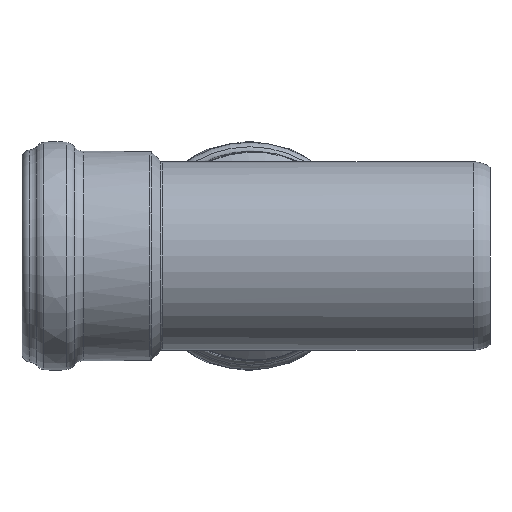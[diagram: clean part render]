
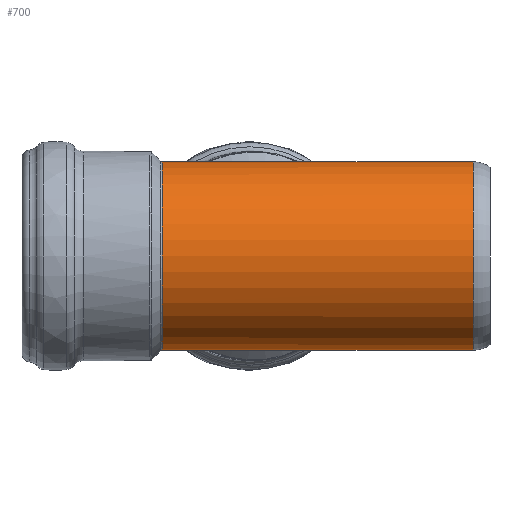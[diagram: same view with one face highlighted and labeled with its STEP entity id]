
A CAD part, left-side view. The second image highlights one B-rep face of the part: STEP entity #700.
In plain terms, the highlighted cylindrical face has radius 39 mm (diameter 78 mm), a full revolution.
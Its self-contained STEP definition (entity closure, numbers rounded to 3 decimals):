
#32=FACE_BOUND('',#232,.T.);
#77=CYLINDRICAL_SURFACE('',#763,39.);
#90=CIRCLE('',#764,39.);
#91=CIRCLE('',#765,39.);
#175=FACE_OUTER_BOUND('',#231,.T.);
#231=EDGE_LOOP('',(#533));
#232=EDGE_LOOP('',(#534,#535,#536,#537));
#328=ELLIPSE('',#755,57.54,39.);
#332=ELLIPSE('',#766,57.54,39.);
#333=ELLIPSE('',#767,54.992,39.);
#358=VERTEX_POINT('',#1170);
#359=VERTEX_POINT('',#1178);
#365=VERTEX_POINT('',#1223);
#366=VERTEX_POINT('',#1227);
#367=VERTEX_POINT('',#1229);
#432=EDGE_CURVE('',#358,#359,#328,.T.);
#442=EDGE_CURVE('',#366,#366,#90,.T.);
#443=EDGE_CURVE('',#367,#358,#91,.T.);
#444=EDGE_CURVE('',#365,#367,#332,.T.);
#445=EDGE_CURVE('',#359,#365,#333,.T.);
#533=ORIENTED_EDGE('',*,*,#442,.F.);
#534=ORIENTED_EDGE('',*,*,#432,.F.);
#535=ORIENTED_EDGE('',*,*,#443,.F.);
#536=ORIENTED_EDGE('',*,*,#444,.F.);
#537=ORIENTED_EDGE('',*,*,#445,.F.);
#700=ADVANCED_FACE('',(#175,#32),#77,.T.);
#755=AXIS2_PLACEMENT_3D('',#1179,#872,#873);
#763=AXIS2_PLACEMENT_3D('',#1226,#888,#889);
#764=AXIS2_PLACEMENT_3D('',#1228,#890,#891);
#765=AXIS2_PLACEMENT_3D('',#1230,#892,#893);
#766=AXIS2_PLACEMENT_3D('',#1231,#894,#895);
#767=AXIS2_PLACEMENT_3D('',#1232,#896,#897);
#872=DIRECTION('center_axis',(0.735,-0.678,0.));
#873=DIRECTION('ref_axis',(0.678,0.735,0.));
#888=DIRECTION('center_axis',(0.,-1.,0.));
#889=DIRECTION('ref_axis',(1.,0.,0.));
#890=DIRECTION('center_axis',(0.,-1.,0.));
#891=DIRECTION('ref_axis',(1.,0.,0.));
#892=DIRECTION('center_axis',(0.,1.,0.));
#893=DIRECTION('ref_axis',(-1.,0.,0.));
#894=DIRECTION('center_axis',(0.735,-0.678,0.));
#895=DIRECTION('ref_axis',(0.678,0.735,0.));
#896=DIRECTION('center_axis',(0.705,0.709,0.));
#897=DIRECTION('ref_axis',(0.709,-0.705,0.));
#1170=CARTESIAN_POINT('',(36.493,135.588,13.757));
#1178=CARTESIAN_POINT('',(0.,96.,39.));
#1179=CARTESIAN_POINT('Origin',(0.,96.,0.));
#1223=CARTESIAN_POINT('',(0.,96.,-39.));
#1226=CARTESIAN_POINT('Origin',(0.,71.501,0.));
#1227=CARTESIAN_POINT('',(39.,7.,0.));
#1228=CARTESIAN_POINT('Origin',(0.,7.,0.));
#1229=CARTESIAN_POINT('',(36.493,135.588,-13.757));
#1230=CARTESIAN_POINT('Origin',(0.,135.588,0.));
#1231=CARTESIAN_POINT('Origin',(0.,96.,0.));
#1232=CARTESIAN_POINT('Origin',(0.,96.,0.));
